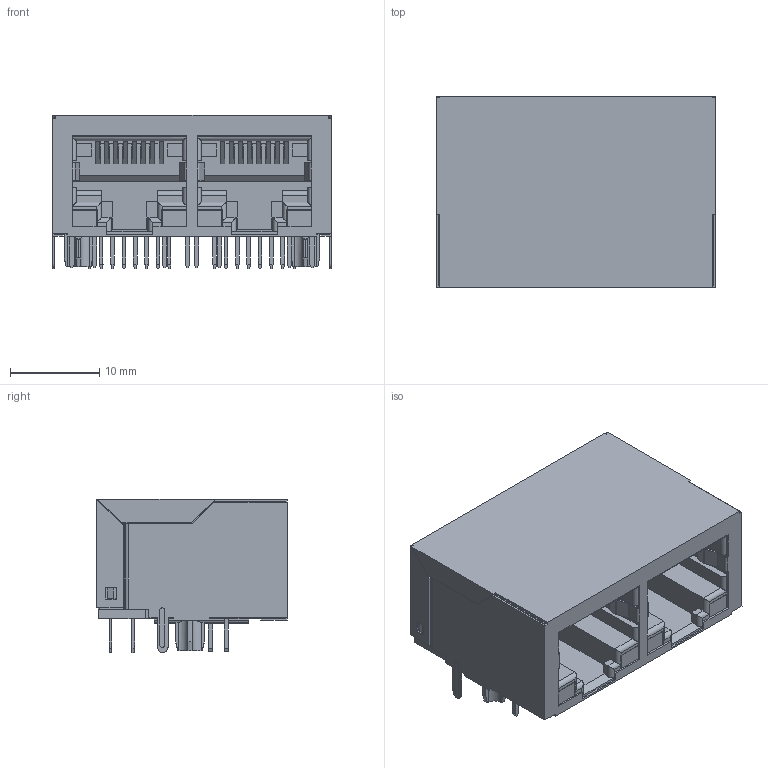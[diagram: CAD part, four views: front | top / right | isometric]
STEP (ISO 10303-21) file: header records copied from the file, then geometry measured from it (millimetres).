
FILE_DESCRIPTION(('CATIA V5 STEP Exchange','CAx-IF Rec.Pracs.--- Model Styling and Organization---1.5--- 2016-08-15','CAx-IF Rec.Pracs.---Supplemental Geometry---1.0---2011-11-01','CAx-IF Rec.Pracs.--- Composite Materials ---1.1---2010-07-15'),'2;1');
FILE_NAME ('127813-2_0', '2025-04-04T12:10:25+00:00', ('none'), ('Weidmueller'), 'CATIA Version 5-6 Release 2022 SP4 HF5', 'CATIA V5 STEP AP214 v3', 'none');
FILE_SCHEMA(('AUTOMOTIVE_DESIGN { 1 0 10303 214 1 1 1 1 }'));
Length unit declared in the file: millimetre
Products named in the file (1): 2551900000
Bounding box: 31.3 x 21.35 x 17.15 mm (x, y, z)
Volume: 6286.7 mm3; surface area: 5816.7 mm2
Topology: 1 solids, 9 shells, 1300 faces, 3653 edges, 2387 vertices
Faces by surface type: plane 1114, cylinder 178, cone 8
Entity records: 39220 total; most frequent: CARTESIAN_POINT 8363, ORIENTED_EDGE 7306, DIRECTION 4550, EDGE_CURVE 3653, VECTOR 3204, LINE 3204, VERTEX_POINT 2387, EDGE_LOOP 1356
